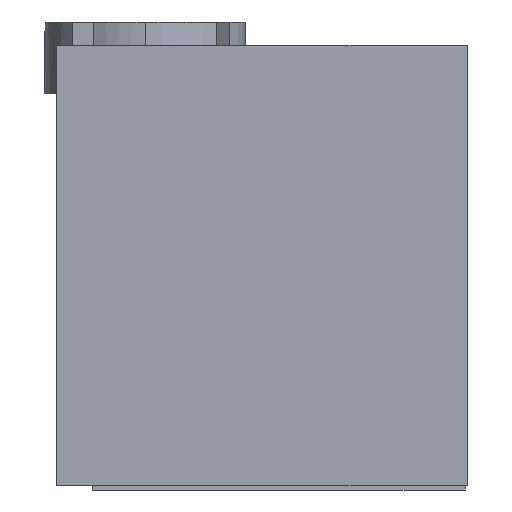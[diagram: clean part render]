
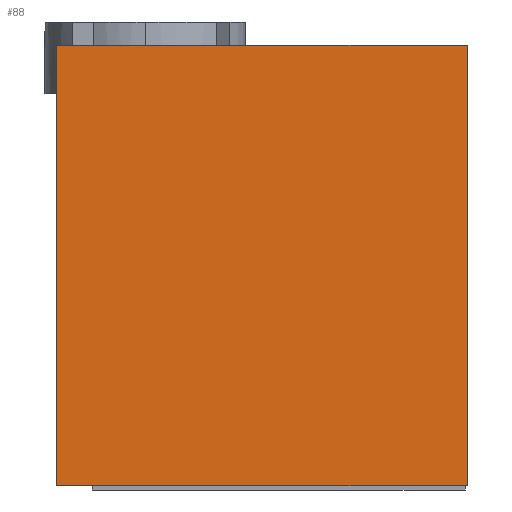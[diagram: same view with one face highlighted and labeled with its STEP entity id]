
A CAD part, front view. The second image highlights one B-rep face of the part: STEP entity #88.
In plain terms, the highlighted planar face has unit normal (0, -1, 0).
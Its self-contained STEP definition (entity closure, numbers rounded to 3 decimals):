
#88=ADVANCED_FACE('',(#226),#227,.T.);
#226=FACE_OUTER_BOUND('',#416,.T.);
#227=PLANE('',#417);
#416=EDGE_LOOP('',(#612,#613,#614,#615));
#417=AXIS2_PLACEMENT_3D('',#616,#617,#618);
#612=ORIENTED_EDGE('',*,*,#1147,.F.);
#613=ORIENTED_EDGE('',*,*,#1148,.F.);
#614=ORIENTED_EDGE('',*,*,#1149,.T.);
#615=ORIENTED_EDGE('',*,*,#1150,.T.);
#616=CARTESIAN_POINT('',(3.85,0.0,19.6));
#617=DIRECTION('',(0.0,-1.0,0.0));
#618=DIRECTION('',(0.0,0.0,1.0));
#1147=EDGE_CURVE('',#1369,#1370,#1371,.T.);
#1148=EDGE_CURVE('',#1372,#1369,#1373,.T.);
#1149=EDGE_CURVE('',#1372,#1374,#1375,.T.);
#1150=EDGE_CURVE('',#1374,#1370,#1376,.T.);
#1369=VERTEX_POINT('',#1687);
#1370=VERTEX_POINT('',#1688);
#1371=LINE('',#1689,#1690);
#1372=VERTEX_POINT('',#1691);
#1373=LINE('',#1692,#1693);
#1374=VERTEX_POINT('',#1694);
#1375=LINE('',#1695,#1696);
#1376=LINE('',#1697,#1698);
#1687=CARTESIAN_POINT('',(0.55,0.0,0.2));
#1688=CARTESIAN_POINT('',(0.55,0.0,21.));
#1689=CARTESIAN_POINT('',(0.55,0.0,19.6));
#1690=VECTOR('',#2096,1.0);
#1691=CARTESIAN_POINT('',(19.95,0.0,0.2));
#1692=CARTESIAN_POINT('',(44.48,0.0,0.2));
#1693=VECTOR('',#2097,1.0);
#1694=CARTESIAN_POINT('',(19.95,0.0,21.));
#1695=CARTESIAN_POINT('',(19.95,0.0,19.6));
#1696=VECTOR('',#2098,1.0);
#1697=CARTESIAN_POINT('',(81.708,0.0,21.));
#1698=VECTOR('',#2099,1.0);
#2096=DIRECTION('',(0.0,0.0,1.0));
#2097=DIRECTION('',(-1.0,0.0,0.0));
#2098=DIRECTION('',(0.0,0.0,1.0));
#2099=DIRECTION('',(-1.0,0.0,0.0));
